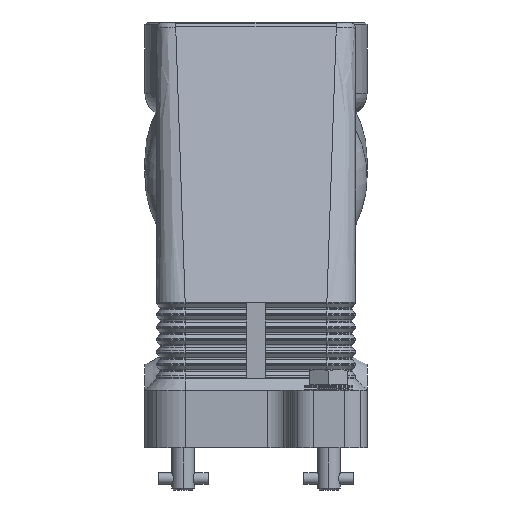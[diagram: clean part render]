
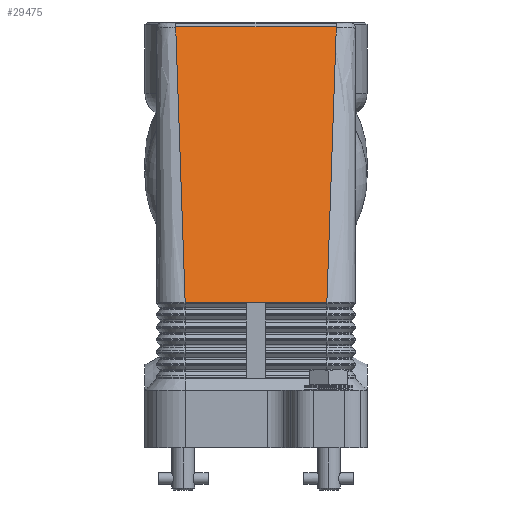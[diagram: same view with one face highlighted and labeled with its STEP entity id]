
A CAD part, left-side view. The second image highlights one B-rep face of the part: STEP entity #29475.
In plain terms, the highlighted planar face has unit normal (-0.965, 0, 0.264).
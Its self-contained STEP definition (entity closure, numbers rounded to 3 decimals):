
#5680=CARTESIAN_POINT('',(-41.302,20.962,109.896));
#5681=VERTEX_POINT('',#5680);
#5689=CARTESIAN_POINT('',(-41.302,-20.962,109.896));
#5690=VERTEX_POINT('',#5689);
#5691=CARTESIAN_POINT('',(-41.302,20.962,109.896));
#5692=DIRECTION('',(0.0,-1.0,0.0));
#5693=VECTOR('',#5692,41.924);
#5694=LINE('',#5691,#5693);
#5695=EDGE_CURVE('',#5681,#5690,#5694,.T.);
#19141=CARTESIAN_POINT('',(-61.0,-2.5,38.));
#19142=VERTEX_POINT('',#19141);
#19160=CARTESIAN_POINT('',(-61.0,-18.5,38.));
#19161=VERTEX_POINT('',#19160);
#19169=CARTESIAN_POINT('',(-61.0,-18.5,38.));
#19170=DIRECTION('',(0.0,1.0,0.0));
#19171=VECTOR('',#19170,16.);
#19172=LINE('',#19169,#19171);
#19173=EDGE_CURVE('',#19161,#19142,#19172,.T.);
#20869=CARTESIAN_POINT('',(-61.0,2.5,38.));
#20870=VERTEX_POINT('',#20869);
#20871=CARTESIAN_POINT('',(-61.0,-2.5,38.));
#20872=DIRECTION('',(0.0,1.0,0.0));
#20873=VECTOR('',#20872,5.0);
#20874=LINE('',#20871,#20873);
#20875=EDGE_CURVE('',#19142,#20870,#20874,.T.);
#23235=CARTESIAN_POINT('',(-61.0,18.5,38.));
#23236=VERTEX_POINT('',#23235);
#23237=CARTESIAN_POINT('',(-61.0,2.5,38.));
#23238=DIRECTION('',(0.0,1.0,0.0));
#23239=VECTOR('',#23238,16.);
#23240=LINE('',#23237,#23239);
#23241=EDGE_CURVE('',#20870,#23236,#23240,.T.);
#25435=CARTESIAN_POINT('',(-42.806,-20.774,104.407));
#25436=VERTEX_POINT('',#25435);
#25437=CARTESIAN_POINT('',(-41.302,-20.962,109.896));
#25438=CARTESIAN_POINT('',(-41.804,-20.9,108.066));
#25439=CARTESIAN_POINT('',(-42.305,-20.837,106.236));
#25440=CARTESIAN_POINT('',(-42.806,-20.774,104.407));
#25441=B_SPLINE_CURVE_WITH_KNOTS('',3,(#25437,#25438,#25439,#25440),.UNSPECIFIED.,.F.,.U.,(4,4),(0.015,0.09),.UNSPECIFIED.);
#25442=EDGE_CURVE('',#5690,#25436,#25441,.T.);
#25444=CARTESIAN_POINT('',(-42.806,-20.774,104.407));
#25445=CARTESIAN_POINT('',(-48.871,-20.016,82.271));
#25446=CARTESIAN_POINT('',(-54.935,-19.258,60.136));
#25447=CARTESIAN_POINT('',(-61.0,-18.5,38.0));
#25448=B_SPLINE_CURVE_WITH_KNOTS('',3,(#25444,#25445,#25446,#25447),.UNSPECIFIED.,.F.,.U.,(4,4),(0.09,1.0),.UNSPECIFIED.);
#25449=EDGE_CURVE('',#25436,#19161,#25448,.T.);
#27069=CARTESIAN_POINT('',(-42.806,20.774,104.407));
#27070=VERTEX_POINT('',#27069);
#27071=CARTESIAN_POINT('',(-41.302,20.962,109.896));
#27072=CARTESIAN_POINT('',(-41.804,20.9,108.066));
#27073=CARTESIAN_POINT('',(-42.305,20.837,106.236));
#27074=CARTESIAN_POINT('',(-42.806,20.774,104.407));
#27075=B_SPLINE_CURVE_WITH_KNOTS('',3,(#27071,#27072,#27073,#27074),.UNSPECIFIED.,.F.,.U.,(4,4),(0.015,0.09),.UNSPECIFIED.);
#27076=EDGE_CURVE('',#5681,#27070,#27075,.T.);
#27102=CARTESIAN_POINT('',(-42.806,20.774,104.407));
#27103=CARTESIAN_POINT('',(-48.871,20.016,82.271));
#27104=CARTESIAN_POINT('',(-54.935,19.258,60.136));
#27105=CARTESIAN_POINT('',(-61.0,18.5,38.0));
#27106=B_SPLINE_CURVE_WITH_KNOTS('',3,(#27102,#27103,#27104,#27105),.UNSPECIFIED.,.F.,.U.,(4,4),(0.09,1.0),.UNSPECIFIED.);
#27107=EDGE_CURVE('',#27070,#23236,#27106,.T.);
#29460=CARTESIAN_POINT('',(-41.0,21.,111.));
#29461=DIRECTION('',(0.964,0.0,-0.264));
#29462=DIRECTION('',(-0.264,0.0,-0.964));
#29463=AXIS2_PLACEMENT_3D('',#29460,#29461,#29462);
#29464=PLANE('',#29463);
#29465=ORIENTED_EDGE('',*,*,#5695,.F.);
#29466=ORIENTED_EDGE('',*,*,#27076,.T.);
#29467=ORIENTED_EDGE('',*,*,#27107,.T.);
#29468=ORIENTED_EDGE('',*,*,#23241,.F.);
#29469=ORIENTED_EDGE('',*,*,#20875,.F.);
#29470=ORIENTED_EDGE('',*,*,#19173,.F.);
#29471=ORIENTED_EDGE('',*,*,#25449,.F.);
#29472=ORIENTED_EDGE('',*,*,#25442,.F.);
#29473=EDGE_LOOP('',(#29465,#29466,#29467,#29468,#29469,#29470,#29471,#29472));
#29474=FACE_OUTER_BOUND('',#29473,.T.);
#29475=ADVANCED_FACE('',(#29474),#29464,.F.);
